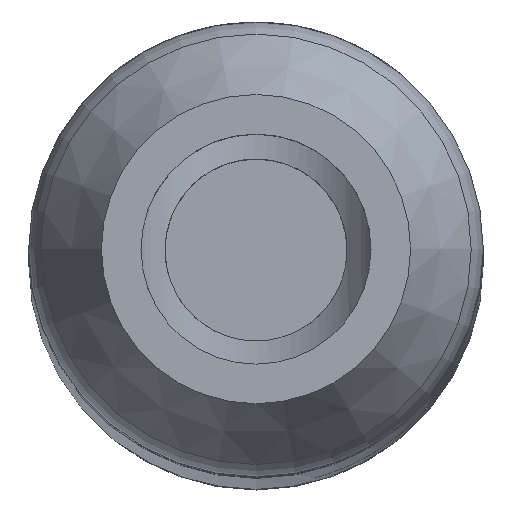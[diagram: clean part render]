
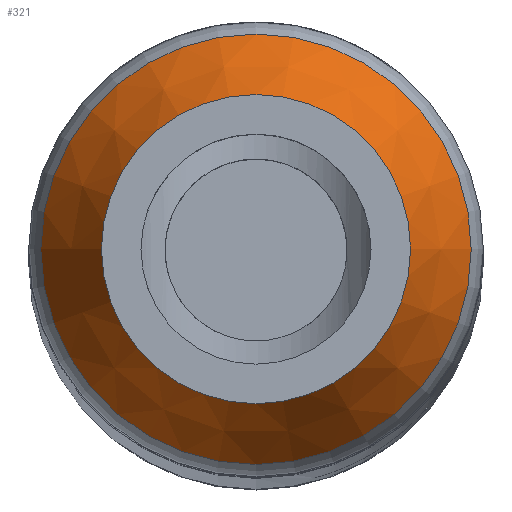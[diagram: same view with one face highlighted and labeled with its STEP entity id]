
A CAD part, top view. The second image highlights one B-rep face of the part: STEP entity #321.
In plain terms, the highlighted conical face has half-angle 30 degrees and reference radius 2.1 mm.
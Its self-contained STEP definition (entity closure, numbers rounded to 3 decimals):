
#69=FACE_OUTER_BOUND('',#93,.T.);
#93=EDGE_LOOP('',(#258,#259,#260,#261));
#120=LINE('',#593,#134);
#134=VECTOR('',#430,2.1);
#149=CIRCLE('',#362,2.366);
#152=CIRCLE('',#366,1.7);
#171=VERTEX_POINT('',#585);
#173=VERTEX_POINT('',#591);
#203=EDGE_CURVE('',#171,#171,#149,.T.);
#206=EDGE_CURVE('',#173,#173,#152,.T.);
#207=EDGE_CURVE('',#173,#171,#120,.T.);
#258=ORIENTED_EDGE('',*,*,#206,.T.);
#259=ORIENTED_EDGE('',*,*,#207,.T.);
#260=ORIENTED_EDGE('',*,*,#203,.F.);
#261=ORIENTED_EDGE('',*,*,#207,.F.);
#315=CONICAL_SURFACE('',#365,2.1,0.524);
#321=ADVANCED_FACE('',(#69),#315,.T.);
#362=AXIS2_PLACEMENT_3D('',#586,#420,#421);
#365=AXIS2_PLACEMENT_3D('',#590,#426,#427);
#366=AXIS2_PLACEMENT_3D('',#592,#428,#429);
#420=DIRECTION('center_axis',(0.,0.,-1.));
#421=DIRECTION('ref_axis',(1.,0.,0.));
#426=DIRECTION('center_axis',(0.,0.,-1.));
#427=DIRECTION('ref_axis',(1.,0.,0.));
#428=DIRECTION('center_axis',(0.,0.,-1.));
#429=DIRECTION('ref_axis',(1.,0.,0.));
#430=DIRECTION('',(-0.5,0.,-0.866));
#585=CARTESIAN_POINT('',(-2.366,0.,10.596));
#586=CARTESIAN_POINT('Origin',(0.,0.,10.596));
#590=CARTESIAN_POINT('Origin',(0.,0.,11.057));
#591=CARTESIAN_POINT('',(-1.7,0.,11.75));
#592=CARTESIAN_POINT('Origin',(0.,0.,11.75));
#593=CARTESIAN_POINT('',(-2.1,0.,11.057));
